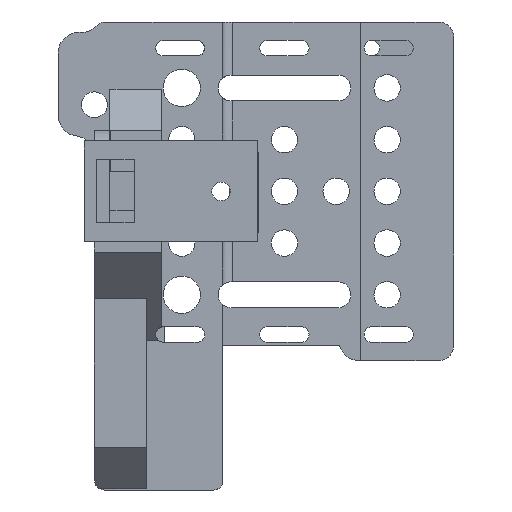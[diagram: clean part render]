
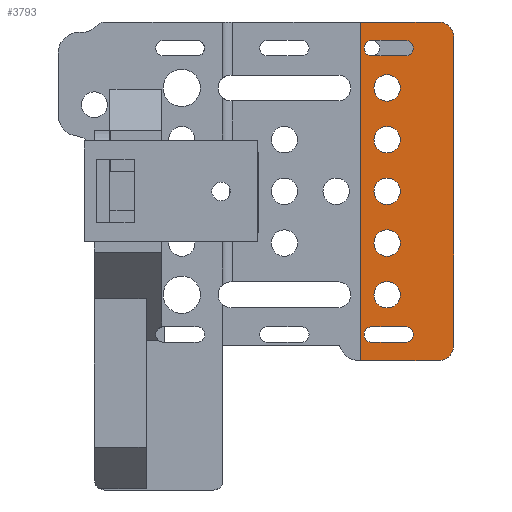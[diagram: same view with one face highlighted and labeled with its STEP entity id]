
A CAD part, front view. The second image highlights one B-rep face of the part: STEP entity #3793.
In plain terms, the highlighted planar face has unit normal (0, -1, 0).
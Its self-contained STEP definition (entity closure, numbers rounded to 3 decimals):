
#142=FACE_BOUND('',#643,.T.);
#143=FACE_BOUND('',#644,.T.);
#144=FACE_BOUND('',#645,.T.);
#145=FACE_BOUND('',#646,.T.);
#146=FACE_BOUND('',#647,.T.);
#147=FACE_BOUND('',#648,.T.);
#148=FACE_BOUND('',#649,.T.);
#232=CIRCLE('',#4035,1.5);
#248=CIRCLE('',#4069,3.);
#249=CIRCLE('',#4070,3.);
#250=CIRCLE('',#4071,2.55);
#251=CIRCLE('',#4072,2.55);
#252=CIRCLE('',#4073,2.55);
#253=CIRCLE('',#4074,2.55);
#254=CIRCLE('',#4075,2.55);
#255=CIRCLE('',#4076,1.5);
#256=CIRCLE('',#4077,1.5);
#257=CIRCLE('',#4078,1.5);
#427=FACE_OUTER_BOUND('',#642,.T.);
#642=EDGE_LOOP('',(#2979,#2980,#2981,#2982,#2983,#2984));
#643=EDGE_LOOP('',(#2985));
#644=EDGE_LOOP('',(#2986));
#645=EDGE_LOOP('',(#2987));
#646=EDGE_LOOP('',(#2988));
#647=EDGE_LOOP('',(#2989));
#648=EDGE_LOOP('',(#2990,#2991,#2992,#2993));
#649=EDGE_LOOP('',(#2994,#2995,#2996,#2997));
#876=LINE('',#5584,#1263);
#893=LINE('',#5634,#1280);
#994=LINE('',#5881,#1381);
#1033=LINE('',#5981,#1420);
#1034=LINE('',#5994,#1421);
#1035=LINE('',#5996,#1422);
#1036=LINE('',#6000,#1423);
#1037=LINE('',#6004,#1424);
#1263=VECTOR('',#4460,10.);
#1280=VECTOR('',#4503,10.);
#1381=VECTOR('',#4706,10.);
#1420=VECTOR('',#4801,10.);
#1421=VECTOR('',#4814,10.);
#1422=VECTOR('',#4815,10.);
#1423=VECTOR('',#4818,10.);
#1424=VECTOR('',#4821,10.);
#1662=VERTEX_POINT('',#5580);
#1664=VERTEX_POINT('',#5583);
#1684=VERTEX_POINT('',#5633);
#1749=VERTEX_POINT('',#5855);
#1751=VERTEX_POINT('',#5858);
#1759=VERTEX_POINT('',#5879);
#1791=VERTEX_POINT('',#5978);
#1792=VERTEX_POINT('',#5980);
#1793=VERTEX_POINT('',#5983);
#1794=VERTEX_POINT('',#5985);
#1795=VERTEX_POINT('',#5987);
#1796=VERTEX_POINT('',#5989);
#1797=VERTEX_POINT('',#5991);
#1798=VERTEX_POINT('',#5993);
#1799=VERTEX_POINT('',#5995);
#1800=VERTEX_POINT('',#5998);
#1801=VERTEX_POINT('',#5999);
#1802=VERTEX_POINT('',#6001);
#1803=VERTEX_POINT('',#6003);
#2046=EDGE_CURVE('',#1664,#1662,#876,.T.);
#2070=EDGE_CURVE('',#1684,#1664,#893,.T.);
#2174=EDGE_CURVE('',#1751,#1749,#232,.T.);
#2186=EDGE_CURVE('',#1662,#1759,#994,.T.);
#2236=EDGE_CURVE('',#1759,#1791,#248,.T.);
#2237=EDGE_CURVE('',#1791,#1792,#1033,.T.);
#2238=EDGE_CURVE('',#1792,#1684,#249,.T.);
#2239=EDGE_CURVE('',#1793,#1793,#250,.T.);
#2240=EDGE_CURVE('',#1794,#1794,#251,.T.);
#2241=EDGE_CURVE('',#1795,#1795,#252,.T.);
#2242=EDGE_CURVE('',#1796,#1796,#253,.T.);
#2243=EDGE_CURVE('',#1797,#1797,#254,.T.);
#2244=EDGE_CURVE('',#1798,#1751,#1034,.T.);
#2245=EDGE_CURVE('',#1749,#1799,#1035,.T.);
#2246=EDGE_CURVE('',#1799,#1798,#255,.T.);
#2247=EDGE_CURVE('',#1800,#1801,#1036,.T.);
#2248=EDGE_CURVE('',#1801,#1802,#256,.T.);
#2249=EDGE_CURVE('',#1802,#1803,#1037,.T.);
#2250=EDGE_CURVE('',#1803,#1800,#257,.T.);
#2979=ORIENTED_EDGE('',*,*,#2046,.T.);
#2980=ORIENTED_EDGE('',*,*,#2186,.T.);
#2981=ORIENTED_EDGE('',*,*,#2236,.T.);
#2982=ORIENTED_EDGE('',*,*,#2237,.T.);
#2983=ORIENTED_EDGE('',*,*,#2238,.T.);
#2984=ORIENTED_EDGE('',*,*,#2070,.T.);
#2985=ORIENTED_EDGE('',*,*,#2239,.T.);
#2986=ORIENTED_EDGE('',*,*,#2240,.T.);
#2987=ORIENTED_EDGE('',*,*,#2241,.T.);
#2988=ORIENTED_EDGE('',*,*,#2242,.T.);
#2989=ORIENTED_EDGE('',*,*,#2243,.T.);
#2990=ORIENTED_EDGE('',*,*,#2244,.T.);
#2991=ORIENTED_EDGE('',*,*,#2174,.T.);
#2992=ORIENTED_EDGE('',*,*,#2245,.T.);
#2993=ORIENTED_EDGE('',*,*,#2246,.T.);
#2994=ORIENTED_EDGE('',*,*,#2247,.T.);
#2995=ORIENTED_EDGE('',*,*,#2248,.T.);
#2996=ORIENTED_EDGE('',*,*,#2249,.T.);
#2997=ORIENTED_EDGE('',*,*,#2250,.T.);
#3664=PLANE('',#4068);
#3793=ADVANCED_FACE('',(#427,#142,#143,#144,#145,#146,#147,#148),#3664,
 .F.);
#4035=AXIS2_PLACEMENT_3D('',#5859,#4685,#4686);
#4068=AXIS2_PLACEMENT_3D('',#5977,#4797,#4798);
#4069=AXIS2_PLACEMENT_3D('',#5979,#4799,#4800);
#4070=AXIS2_PLACEMENT_3D('',#5982,#4802,#4803);
#4071=AXIS2_PLACEMENT_3D('',#5984,#4804,#4805);
#4072=AXIS2_PLACEMENT_3D('',#5986,#4806,#4807);
#4073=AXIS2_PLACEMENT_3D('',#5988,#4808,#4809);
#4074=AXIS2_PLACEMENT_3D('',#5990,#4810,#4811);
#4075=AXIS2_PLACEMENT_3D('',#5992,#4812,#4813);
#4076=AXIS2_PLACEMENT_3D('',#5997,#4816,#4817);
#4077=AXIS2_PLACEMENT_3D('',#6002,#4819,#4820);
#4078=AXIS2_PLACEMENT_3D('',#6005,#4822,#4823);
#4460=DIRECTION('',(0.,0.,-1.));
#4503=DIRECTION('',(-1.,0.,0.));
#4685=DIRECTION('center_axis',(0.,1.,0.));
#4686=DIRECTION('ref_axis',(0.,0.,
1.));
#4706=DIRECTION('',(1.,0.,0.));
#4797=DIRECTION('center_axis',(0.,1.,0.));
#4798=DIRECTION('ref_axis',(0.,0.,1.));
#4799=DIRECTION('center_axis',(0.,-1.,0.));
#4800=DIRECTION('ref_axis',(1.,0.,0.));
#4801=DIRECTION('',(0.,0.,1.));
#4802=DIRECTION('center_axis',(0.,-1.,0.));
#4803=DIRECTION('ref_axis',(0.,0.,
1.));
#4804=DIRECTION('center_axis',(0.,1.,0.));
#4805=DIRECTION('ref_axis',(1.,0.,0.));
#4806=DIRECTION('center_axis',(0.,1.,0.));
#4807=DIRECTION('ref_axis',(1.,0.,0.));
#4808=DIRECTION('center_axis',(0.,1.,0.));
#4809=DIRECTION('ref_axis',(1.,0.,0.));
#4810=DIRECTION('center_axis',(0.,1.,0.));
#4811=DIRECTION('ref_axis',(1.,0.,0.));
#4812=DIRECTION('center_axis',(0.,1.,0.));
#4813=DIRECTION('ref_axis',(1.,0.,0.));
#4814=DIRECTION('',(-1.,0.,0.));
#4815=DIRECTION('',(1.,0.,0.));
#4816=DIRECTION('center_axis',(0.,1.,0.));
#4817=DIRECTION('ref_axis',(0.,0.,-1.));
#4818=DIRECTION('',(-1.,0.,0.));
#4819=DIRECTION('center_axis',(0.,1.,0.));
#4820=DIRECTION('ref_axis',(0.,0.,
1.));
#4821=DIRECTION('',(1.,0.,0.));
#4822=DIRECTION('center_axis',(0.,1.,0.));
#4823=DIRECTION('ref_axis',(0.,0.,-1.));
#5580=CARTESIAN_POINT('',(-22.527,0.425,-20.189));
#5583=CARTESIAN_POINT('',(-22.527,0.425,45.311));
#5584=CARTESIAN_POINT('',(-22.527,0.425,28.936));
#5633=CARTESIAN_POINT('',(-7.446,0.425,45.311));
#5634=CARTESIAN_POINT('',(-66.946,0.425,45.311));
#5855=CARTESIAN_POINT('',(-20.296,0.425,41.761));
#5858=CARTESIAN_POINT('',(-20.296,0.425,38.761));
#5859=CARTESIAN_POINT('Origin',(-20.296,0.425,40.261));
#5879=CARTESIAN_POINT('',(-7.446,0.425,-20.189));
#5881=CARTESIAN_POINT('',(-69.946,0.425,-20.189));
#5977=CARTESIAN_POINT('Origin',(-37.196,0.425,12.561));
#5978=CARTESIAN_POINT('',(-4.446,0.425,-17.189));
#5979=CARTESIAN_POINT('Origin',(-7.446,0.425,-17.189));
#5980=CARTESIAN_POINT('',(-4.446,0.425,42.311));
#5981=CARTESIAN_POINT('',(-4.446,0.425,42.311));
#5982=CARTESIAN_POINT('Origin',(-7.446,0.425,42.311));
#5983=CARTESIAN_POINT('',(-19.896,0.425,12.561));
#5984=CARTESIAN_POINT('Origin',(-17.346,0.425,12.561));
#5985=CARTESIAN_POINT('',(-19.896,0.425,22.561));
#5986=CARTESIAN_POINT('Origin',(-17.346,0.425,22.561));
#5987=CARTESIAN_POINT('',(-19.896,0.425,-7.439));
#5988=CARTESIAN_POINT('Origin',(-17.346,0.425,-7.439));
#5989=CARTESIAN_POINT('',(-19.896,0.425,32.561));
#5990=CARTESIAN_POINT('Origin',(-17.346,0.425,32.561));
#5991=CARTESIAN_POINT('',(-19.896,0.425,2.561));
#5992=CARTESIAN_POINT('Origin',(-17.346,0.425,2.561));
#5993=CARTESIAN_POINT('',(-13.796,0.425,38.761));
#5994=CARTESIAN_POINT('',(-20.296,0.425,38.761));
#5995=CARTESIAN_POINT('',(-13.796,0.425,41.761));
#5996=CARTESIAN_POINT('',(-13.796,0.425,41.761));
#5997=CARTESIAN_POINT('Origin',(-13.796,0.425,40.261));
#5998=CARTESIAN_POINT('',(-13.796,0.425,-16.639));
#5999=CARTESIAN_POINT('',(-20.296,0.425,-16.639));
#6000=CARTESIAN_POINT('',(-20.296,0.425,-16.639));
#6001=CARTESIAN_POINT('',(-20.296,0.425,-13.639));
#6002=CARTESIAN_POINT('Origin',(-20.296,0.425,-15.139));
#6003=CARTESIAN_POINT('',(-13.796,0.425,-13.639));
#6004=CARTESIAN_POINT('',(-13.796,0.425,-13.639));
#6005=CARTESIAN_POINT('Origin',(-13.796,0.425,-15.139));
